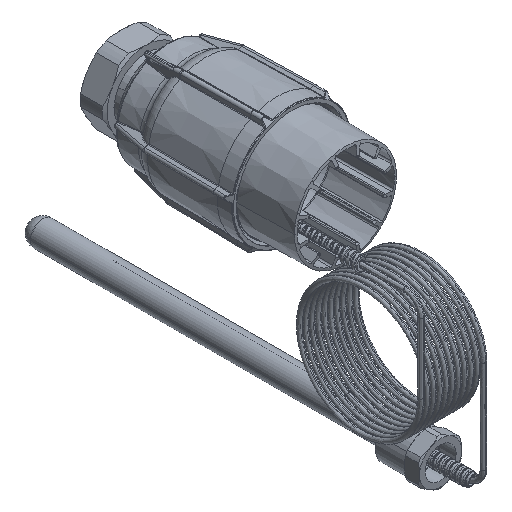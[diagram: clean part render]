
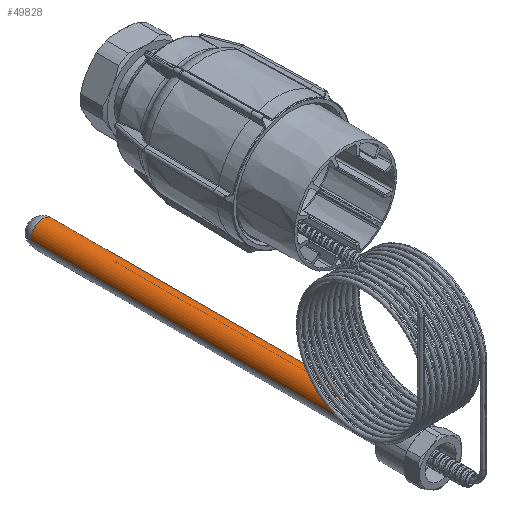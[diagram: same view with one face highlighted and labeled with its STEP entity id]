
A CAD part, isometric view. The second image highlights one B-rep face of the part: STEP entity #49828.
In plain terms, the highlighted cylindrical face has radius 8 mm (diameter 16 mm), a partial arc.
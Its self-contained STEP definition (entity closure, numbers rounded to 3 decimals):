
#49657=DIRECTION('',(0.,-1.,0.));
#49658=VECTOR('',#49657,239.5);
#49659=CARTESIAN_POINT('',(8.,239.5,0.));
#49660=LINE('',#49659,#49658);
#49661=DIRECTION('',(0.,-1.,0.));
#49662=VECTOR('',#49661,239.5);
#49663=CARTESIAN_POINT('',(-8.,239.5,0.));
#49664=LINE('',#49663,#49662);
#49704=CARTESIAN_POINT('',(0.,239.5,0.));
#49705=DIRECTION('',(0.,-1.,0.));
#49706=DIRECTION('',(1.,0.,0.));
#49707=AXIS2_PLACEMENT_3D('',#49704,#49705,#49706);
#49766=CARTESIAN_POINT('',(0.,0.,0.));
#49767=DIRECTION('',(0.,1.,0.));
#49768=DIRECTION('',(-1.,0.,0.));
#49769=AXIS2_PLACEMENT_3D('',#49766,#49767,#49768);
#49781=CARTESIAN_POINT('',(8.,239.5,0.));
#49782=CARTESIAN_POINT('',(8.,0.,0.));
#49783=VERTEX_POINT('',#49781);
#49784=VERTEX_POINT('',#49782);
#49785=CARTESIAN_POINT('',(-8.,0.,0.));
#49786=VERTEX_POINT('',#49785);
#49787=CARTESIAN_POINT('',(-8.,239.5,0.));
#49788=VERTEX_POINT('',#49787);
#49813=CARTESIAN_POINT('',(0.,259.875,0.));
#49814=DIRECTION('',(0.,-1.,0.));
#49815=DIRECTION('',(-1.,0.,0.));
#49816=AXIS2_PLACEMENT_3D('',#49813,#49814,#49815);
#49817=CYLINDRICAL_SURFACE('',#49816,8.);
#49819=ORIENTED_EDGE('',*,*,#49818,.T.);
#49821=ORIENTED_EDGE('',*,*,#49820,.F.);
#49823=ORIENTED_EDGE('',*,*,#49822,.F.);
#49825=ORIENTED_EDGE('',*,*,#49824,.F.);
#49826=EDGE_LOOP('',(#49819,#49821,#49823,#49825));
#49827=FACE_OUTER_BOUND('',#49826,.F.);
#49828=ADVANCED_FACE('',(#49827),#49817,.T.);
#49708=CIRCLE('',#49707,8.);
#49770=CIRCLE('',#49769,8.);
#49818=EDGE_CURVE('',#49783,#49784,#49660,.T.);
#49820=EDGE_CURVE('',#49786,#49784,#49770,.T.);
#49822=EDGE_CURVE('',#49788,#49786,#49664,.T.);
#49824=EDGE_CURVE('',#49783,#49788,#49708,.T.);
